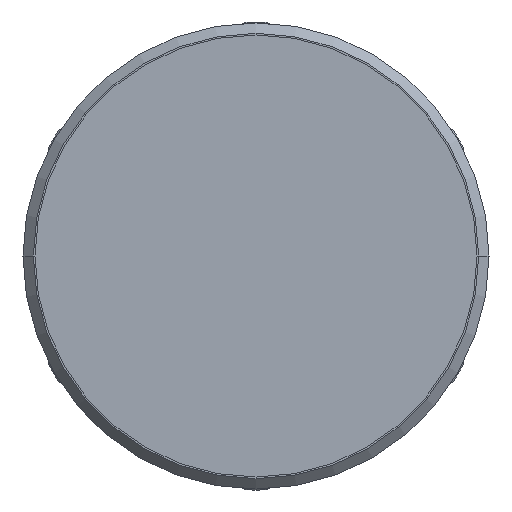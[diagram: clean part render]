
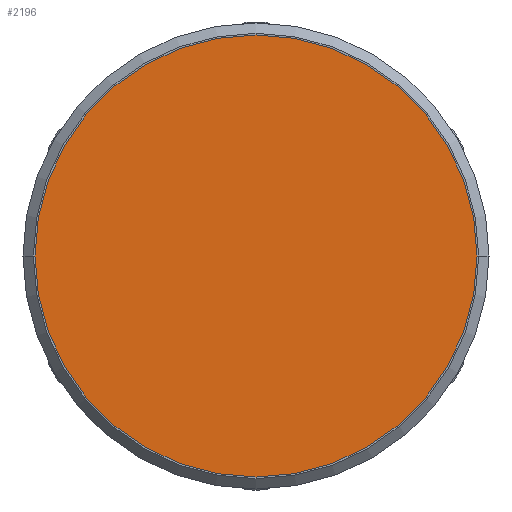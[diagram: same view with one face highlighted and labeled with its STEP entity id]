
A CAD part, front view. The second image highlights one B-rep face of the part: STEP entity #2196.
In plain terms, the highlighted planar face has unit normal (0, -1, 0).
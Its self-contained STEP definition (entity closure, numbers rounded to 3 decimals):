
#1088=CARTESIAN_POINT('',(0.,-2.75,0.));
#1089=DIRECTION('',(0.,1.,0.));
#1090=DIRECTION('',(1.,0.,0.));
#1091=AXIS2_PLACEMENT_3D('',#1088,#1089,#1090);
#1103=CARTESIAN_POINT('',(0.,-2.75,0.));
#1104=DIRECTION('',(0.,-1.,0.));
#1105=DIRECTION('',(1.,0.,0.));
#1106=AXIS2_PLACEMENT_3D('',#1103,#1104,#1105);
#1281=CARTESIAN_POINT('',(17.,-2.75,0.));
#1282=CARTESIAN_POINT('',(-17.,-2.75,0.));
#1283=VERTEX_POINT('',#1281);
#1284=VERTEX_POINT('',#1282);
#2187=CARTESIAN_POINT('',(0.,-2.75,0.));
#2188=DIRECTION('',(0.,1.,0.));
#2189=DIRECTION('',(1.,0.,0.));
#2190=AXIS2_PLACEMENT_3D('',#2187,#2188,#2189);
#2191=PLANE('',#2190);
#2192=ORIENTED_EDGE('',*,*,#2180,.F.);
#2193=ORIENTED_EDGE('',*,*,#2169,.T.);
#2194=EDGE_LOOP('',(#2192,#2193));
#2195=FACE_OUTER_BOUND('',#2194,.F.);
#1092=CIRCLE('',#1091,17.);
#1107=CIRCLE('',#1106,17.);
#2169=EDGE_CURVE('',#1283,#1284,#1092,.T.);
#2180=EDGE_CURVE('',#1283,#1284,#1107,.T.);
#2196=ADVANCED_FACE('',(#2195),#2191,.F.);
